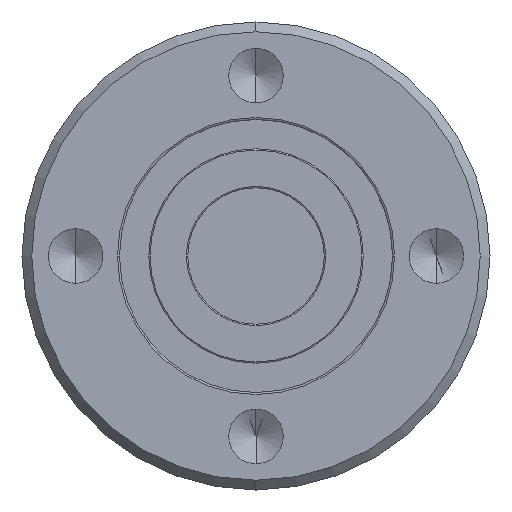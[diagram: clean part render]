
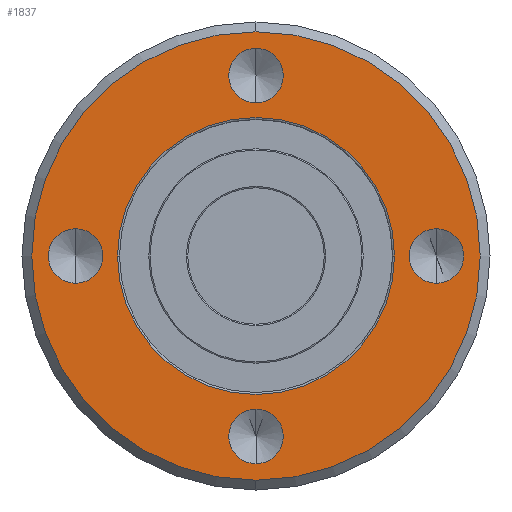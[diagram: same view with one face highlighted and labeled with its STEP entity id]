
A CAD part, front view. The second image highlights one B-rep face of the part: STEP entity #1837.
In plain terms, the highlighted planar face has unit normal (0, -1, 0).
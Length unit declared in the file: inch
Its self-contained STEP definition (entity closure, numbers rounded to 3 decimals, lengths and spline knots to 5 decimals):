
#577=CARTESIAN_POINT('',(0.,0.,0.));
#578=DIRECTION('',(0.,-1.,0.));
#579=DIRECTION('',(0.,0.,-1.));
#580=AXIS2_PLACEMENT_3D('',#577,#578,#579);
#582=CARTESIAN_POINT('',(0.,0.,0.));
#583=DIRECTION('',(0.,-1.,0.));
#584=DIRECTION('',(0.,0.,1.));
#585=AXIS2_PLACEMENT_3D('',#582,#583,#584);
#587=CARTESIAN_POINT('',(0.,0.,0.));
#588=DIRECTION('',(0.,1.,0.));
#589=DIRECTION('',(-1.,0.,0.));
#590=AXIS2_PLACEMENT_3D('',#587,#588,#589);
#592=CARTESIAN_POINT('',(0.,0.,0.));
#593=DIRECTION('',(0.,1.,0.));
#594=DIRECTION('',(1.,0.,0.));
#595=AXIS2_PLACEMENT_3D('',#592,#593,#594);
#597=CARTESIAN_POINT('',(0.36417,0.,0.));
#598=DIRECTION('',(0.,1.,0.));
#599=DIRECTION('',(0.,0.,-1.));
#600=AXIS2_PLACEMENT_3D('',#597,#598,#599);
#602=CARTESIAN_POINT('',(0.36417,0.,0.));
#603=DIRECTION('',(0.,1.,0.));
#604=DIRECTION('',(0.,0.,1.));
#605=AXIS2_PLACEMENT_3D('',#602,#603,#604);
#607=CARTESIAN_POINT('',(-0.36417,0.,0.));
#608=DIRECTION('',(0.,1.,0.));
#609=DIRECTION('',(0.,0.,1.));
#610=AXIS2_PLACEMENT_3D('',#607,#608,#609);
#612=CARTESIAN_POINT('',(-0.36417,0.,0.));
#613=DIRECTION('',(0.,1.,0.));
#614=DIRECTION('',(0.,0.,-1.));
#615=AXIS2_PLACEMENT_3D('',#612,#613,#614);
#617=CARTESIAN_POINT('',(0.,0.,-0.36417));
#618=DIRECTION('',(0.,1.,0.));
#619=DIRECTION('',(0.,0.,-1.));
#620=AXIS2_PLACEMENT_3D('',#617,#618,#619);
#622=CARTESIAN_POINT('',(0.,0.,-0.36417));
#623=DIRECTION('',(0.,1.,0.));
#624=DIRECTION('',(0.,0.,1.));
#625=AXIS2_PLACEMENT_3D('',#622,#623,#624);
#627=CARTESIAN_POINT('',(0.,0.,0.36417));
#628=DIRECTION('',(0.,1.,0.));
#629=DIRECTION('',(0.,0.,1.));
#630=AXIS2_PLACEMENT_3D('',#627,#628,#629);
#632=CARTESIAN_POINT('',(0.,0.,0.36417));
#633=DIRECTION('',(0.,1.,0.));
#634=DIRECTION('',(0.,0.,-1.));
#635=AXIS2_PLACEMENT_3D('',#632,#633,#634);
#1003=CARTESIAN_POINT('',(-0.27953,0.,0.));
#1004=CARTESIAN_POINT('',(0.27953,0.,0.));
#1005=VERTEX_POINT('',#1003);
#1006=VERTEX_POINT('',#1004);
#1078=CARTESIAN_POINT('',(0.,0.,-0.45276));
#1079=CARTESIAN_POINT('',(0.,0.,0.45276));
#1080=VERTEX_POINT('',#1078);
#1081=VERTEX_POINT('',#1079);
#1082=CARTESIAN_POINT('',(0.36417,0.,-0.05512));
#1084=VERTEX_POINT('',#1082);
#1088=CARTESIAN_POINT('',(0.36417,0.,0.05512));
#1089=VERTEX_POINT('',#1088);
#1091=CARTESIAN_POINT('',(-0.36417,0.,0.05512));
#1093=VERTEX_POINT('',#1091);
#1094=CARTESIAN_POINT('',(-0.36417,0.,-0.05512));
#1095=VERTEX_POINT('',#1094);
#1098=CARTESIAN_POINT('',(0.,0.,-0.41929));
#1100=VERTEX_POINT('',#1098);
#1104=CARTESIAN_POINT('',(0.,0.,-0.30906));
#1105=VERTEX_POINT('',#1104);
#1107=CARTESIAN_POINT('',(0.,0.,0.41929));
#1109=VERTEX_POINT('',#1107);
#1110=CARTESIAN_POINT('',(0.,0.,0.30906));
#1111=VERTEX_POINT('',#1110);
#1798=CARTESIAN_POINT('',(0.,0.,0.));
#1799=DIRECTION('',(0.,1.,0.));
#1800=DIRECTION('',(0.,0.,-1.));
#1801=AXIS2_PLACEMENT_3D('',#1798,#1799,#1800);
#1802=PLANE('',#1801);
#1803=ORIENTED_EDGE('',*,*,#1790,.F.);
#1804=ORIENTED_EDGE('',*,*,#1780,.F.);
#1805=EDGE_LOOP('',(#1803,#1804));
#1806=FACE_OUTER_BOUND('',#1805,.F.);
#1808=ORIENTED_EDGE('',*,*,#1807,.F.);
#1810=ORIENTED_EDGE('',*,*,#1809,.F.);
#1811=EDGE_LOOP('',(#1808,#1810));
#1812=FACE_BOUND('',#1811,.F.);
#1814=ORIENTED_EDGE('',*,*,#1813,.F.);
#1816=ORIENTED_EDGE('',*,*,#1815,.F.);
#1817=EDGE_LOOP('',(#1814,#1816));
#1818=FACE_BOUND('',#1817,.F.);
#1820=ORIENTED_EDGE('',*,*,#1819,.F.);
#1822=ORIENTED_EDGE('',*,*,#1821,.F.);
#1823=EDGE_LOOP('',(#1820,#1822));
#1824=FACE_BOUND('',#1823,.F.);
#1826=ORIENTED_EDGE('',*,*,#1825,.F.);
#1828=ORIENTED_EDGE('',*,*,#1827,.F.);
#1829=EDGE_LOOP('',(#1826,#1828));
#1830=FACE_BOUND('',#1829,.F.);
#1832=ORIENTED_EDGE('',*,*,#1831,.F.);
#1834=ORIENTED_EDGE('',*,*,#1833,.F.);
#1835=EDGE_LOOP('',(#1832,#1834));
#1836=FACE_BOUND('',#1835,.F.);
#1837=ADVANCED_FACE('',(#1806,#1812,#1818,#1824,#1830,#1836),#1802,.F.);
#581=CIRCLE('',#580,0.45276);
#586=CIRCLE('',#585,0.45276);
#591=CIRCLE('',#590,0.27953);
#596=CIRCLE('',#595,0.27953);
#601=CIRCLE('',#600,0.05512);
#606=CIRCLE('',#605,0.05512);
#611=CIRCLE('',#610,0.05512);
#616=CIRCLE('',#615,0.05512);
#621=CIRCLE('',#620,0.05512);
#626=CIRCLE('',#625,0.05512);
#631=CIRCLE('',#630,0.05512);
#636=CIRCLE('',#635,0.05512);
#1780=EDGE_CURVE('',#1081,#1080,#586,.T.);
#1790=EDGE_CURVE('',#1080,#1081,#581,.T.);
#1807=EDGE_CURVE('',#1005,#1006,#591,.T.);
#1809=EDGE_CURVE('',#1006,#1005,#596,.T.);
#1813=EDGE_CURVE('',#1084,#1089,#601,.T.);
#1815=EDGE_CURVE('',#1089,#1084,#606,.T.);
#1819=EDGE_CURVE('',#1093,#1095,#611,.T.);
#1821=EDGE_CURVE('',#1095,#1093,#616,.T.);
#1825=EDGE_CURVE('',#1100,#1105,#621,.T.);
#1827=EDGE_CURVE('',#1105,#1100,#626,.T.);
#1831=EDGE_CURVE('',#1109,#1111,#631,.T.);
#1833=EDGE_CURVE('',#1111,#1109,#636,.T.);
